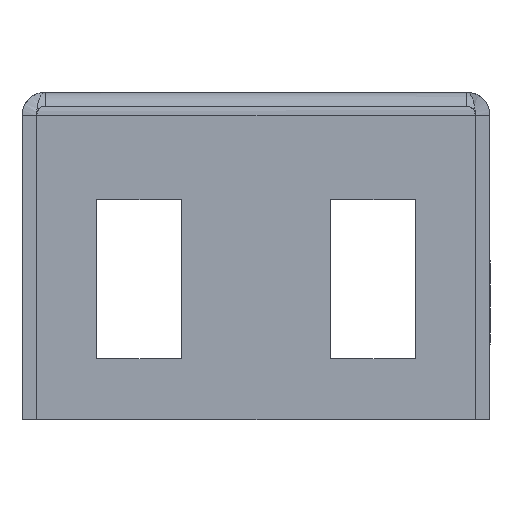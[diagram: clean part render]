
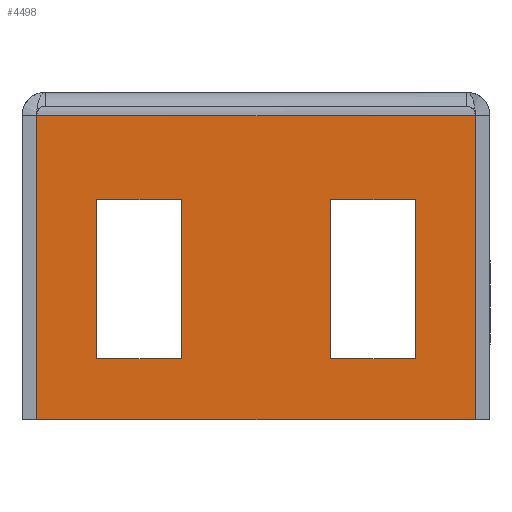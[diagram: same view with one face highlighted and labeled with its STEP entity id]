
A CAD part, left-side view. The second image highlights one B-rep face of the part: STEP entity #4498.
In plain terms, the highlighted planar face has unit normal (-1, 0, 0).
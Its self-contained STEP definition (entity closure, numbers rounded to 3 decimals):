
#1 = CARTESIAN_POINT ( 'NONE',  ( -381., -17., -11.5 ) ) ;
#4 = LINE ( 'NONE', #2120, #5801 ) ;
#25 = DIRECTION ( 'NONE',  ( 0., 0., -1. ) ) ;
#50 = CARTESIAN_POINT ( 'NONE',  ( -381., 8., -11.5 ) ) ;
#83 = ORIENTED_EDGE ( 'NONE', *, *, #264, .F. ) ;
#121 = VECTOR ( 'NONE', #3261, 1000. ) ;
#129 = VECTOR ( 'NONE', #2058, 1000. ) ;
#187 = CARTESIAN_POINT ( 'NONE',  ( -381., 8., -11.5 ) ) ;
#191 = LINE ( 'NONE', #1956, #337 ) ;
#257 = ORIENTED_EDGE ( 'NONE', *, *, #3255, .T. ) ;
#260 = CARTESIAN_POINT ( 'NONE',  ( -381., 17., -11.5 ) ) ;
#264 = EDGE_CURVE ( 'NONE', #1948, #964, #5262, .T. ) ;
#269 = DIRECTION ( 'NONE',  ( 0., -1., 0. ) ) ;
#337 = VECTOR ( 'NONE', #1920, 1000. ) ;
#341 = EDGE_CURVE ( 'NONE', #2384, #2135, #4887, .T. ) ;
#370 = CARTESIAN_POINT ( 'NONE',  ( -381., 17., -28.5 ) ) ;
#415 = DIRECTION ( 'NONE',  ( 0., 1., 0. ) ) ;
#462 = EDGE_CURVE ( 'NONE', #5710, #5063, #2729, .T. ) ;
#473 = CARTESIAN_POINT ( 'NONE',  ( -381., 17., -28.5 ) ) ;
#523 = EDGE_CURVE ( 'NONE', #5063, #2384, #191, .T. ) ;
#717 = ORIENTED_EDGE ( 'NONE', *, *, #1991, .T. ) ;
#727 = DIRECTION ( 'NONE',  ( 0., 0., 1. ) ) ;
#758 = LINE ( 'NONE', #473, #4008 ) ;
#793 = CARTESIAN_POINT ( 'NONE',  ( -381., 23.429, -35. ) ) ;
#838 = VECTOR ( 'NONE', #5376, 1000. ) ;
#862 = ORIENTED_EDGE ( 'NONE', *, *, #1893, .F. ) ;
#866 = CARTESIAN_POINT ( 'NONE',  ( -381., -23.429, -35. ) ) ;
#874 = VERTEX_POINT ( 'NONE', #3586 ) ;
#882 = LINE ( 'NONE', #260, #5161 ) ;
#939 = LINE ( 'NONE', #187, #2469 ) ;
#964 = VERTEX_POINT ( 'NONE', #866 ) ;
#1017 = PLANE ( 'NONE',  #5986 ) ;
#1281 = CARTESIAN_POINT ( 'NONE',  ( -381., 23.429, -35. ) ) ;
#1546 = EDGE_CURVE ( 'NONE', #874, #2635, #5112, .T. ) ;
#1823 = FACE_BOUND ( 'NONE', #5179, .T. ) ;
#1858 = VECTOR ( 'NONE', #5231, 1000. ) ;
#1893 = EDGE_CURVE ( 'NONE', #2439, #4019, #4883, .T. ) ;
#1902 = VECTOR ( 'NONE', #3924, 1000. ) ;
#1920 = DIRECTION ( 'NONE',  ( 0., 0., 1. ) ) ;
#1940 = CARTESIAN_POINT ( 'NONE',  ( -381., -17., -11.5 ) ) ;
#1948 = VERTEX_POINT ( 'NONE', #3170 ) ;
#1956 = CARTESIAN_POINT ( 'NONE',  ( -381., -8., -11.5 ) ) ;
#1991 = EDGE_CURVE ( 'NONE', #5209, #4651, #758, .T. ) ;
#2058 = DIRECTION ( 'NONE',  ( 0., 0., -1. ) ) ;
#2073 = CARTESIAN_POINT ( 'NONE',  ( -381., -8., -28.5 ) ) ;
#2120 = CARTESIAN_POINT ( 'NONE',  ( -381., 3835., -2.5 ) ) ;
#2135 = VERTEX_POINT ( 'NONE', #1940 ) ;
#2221 = ORIENTED_EDGE ( 'NONE', *, *, #341, .T. ) ;
#2384 = VERTEX_POINT ( 'NONE', #4833 ) ;
#2423 = ORIENTED_EDGE ( 'NONE', *, *, #5088, .F. ) ;
#2427 = CARTESIAN_POINT ( 'NONE',  ( -381., 3835., -35. ) ) ;
#2439 = VERTEX_POINT ( 'NONE', #793 ) ;
#2469 = VECTOR ( 'NONE', #3883, 1000. ) ;
#2550 = LINE ( 'NONE', #2427, #1902 ) ;
#2635 = VERTEX_POINT ( 'NONE', #50 ) ;
#2729 = LINE ( 'NONE', #3676, #121 ) ;
#2886 = CARTESIAN_POINT ( 'NONE',  ( -381., 3835., -35. ) ) ;
#2971 = ORIENTED_EDGE ( 'NONE', *, *, #462, .T. ) ;
#3078 = VECTOR ( 'NONE', #3150, 1000. ) ;
#3150 = DIRECTION ( 'NONE',  ( 0., 0., 1. ) ) ;
#3170 = CARTESIAN_POINT ( 'NONE',  ( -381., -23.429, -2.5 ) ) ;
#3255 = EDGE_CURVE ( 'NONE', #4651, #874, #882, .T. ) ;
#3261 = DIRECTION ( 'NONE',  ( 0., 1., 0. ) ) ;
#3387 = CARTESIAN_POINT ( 'NONE',  ( -381., -17., -28.5 ) ) ;
#3586 = CARTESIAN_POINT ( 'NONE',  ( -381., 17., -11.5 ) ) ;
#3676 = CARTESIAN_POINT ( 'NONE',  ( -381., -17., -28.5 ) ) ;
#3819 = ORIENTED_EDGE ( 'NONE', *, *, #4520, .T. ) ;
#3844 = VECTOR ( 'NONE', #25, 1000. ) ;
#3883 = DIRECTION ( 'NONE',  ( 0., 0., -1. ) ) ;
#3924 = DIRECTION ( 'NONE',  ( 0., -1., 0. ) ) ;
#4008 = VECTOR ( 'NONE', #415, 1000. ) ;
#4009 = EDGE_CURVE ( 'NONE', #2135, #5710, #4644, .T. ) ;
#4019 = VERTEX_POINT ( 'NONE', #5080 ) ;
#4198 = FACE_OUTER_BOUND ( 'NONE', #4800, .T. ) ;
#4260 = DIRECTION ( 'NONE',  ( 1., 0., 0. ) ) ;
#4335 = FACE_BOUND ( 'NONE', #5643, .T. ) ;
#4498 = ADVANCED_FACE ( 'NONE', ( #1823, #4335, #4198 ), #1017, .F. ) ;
#4504 = CARTESIAN_POINT ( 'NONE',  ( -381., -17., -11.5 ) ) ;
#4520 = EDGE_CURVE ( 'NONE', #2439, #964, #2550, .T. ) ;
#4644 = LINE ( 'NONE', #1, #3844 ) ;
#4651 = VERTEX_POINT ( 'NONE', #370 ) ;
#4708 = ORIENTED_EDGE ( 'NONE', *, *, #4009, .T. ) ;
#4800 = EDGE_LOOP ( 'NONE', ( #2423, #862, #3819, #83 ) ) ;
#4833 = CARTESIAN_POINT ( 'NONE',  ( -381., -8., -11.5 ) ) ;
#4883 = LINE ( 'NONE', #1281, #3078 ) ;
#4887 = LINE ( 'NONE', #4504, #838 ) ;
#4921 = ORIENTED_EDGE ( 'NONE', *, *, #5031, .T. ) ;
#4996 = CARTESIAN_POINT ( 'NONE',  ( -381., 8., -28.5 ) ) ;
#5031 = EDGE_CURVE ( 'NONE', #2635, #5209, #939, .T. ) ;
#5039 = CARTESIAN_POINT ( 'NONE',  ( -381., 17., -11.5 ) ) ;
#5063 = VERTEX_POINT ( 'NONE', #2073 ) ;
#5080 = CARTESIAN_POINT ( 'NONE',  ( -381., 23.429, -2.5 ) ) ;
#5088 = EDGE_CURVE ( 'NONE', #4019, #1948, #4, .T. ) ;
#5112 = LINE ( 'NONE', #5039, #1858 ) ;
#5161 = VECTOR ( 'NONE', #727, 1000. ) ;
#5179 = EDGE_LOOP ( 'NONE', ( #2221, #4708, #2971, #5723 ) ) ;
#5207 = DIRECTION ( 'NONE',  ( 0., 0., -1. ) ) ;
#5209 = VERTEX_POINT ( 'NONE', #4996 ) ;
#5231 = DIRECTION ( 'NONE',  ( 0., -1., 0. ) ) ;
#5262 = LINE ( 'NONE', #5805, #129 ) ;
#5376 = DIRECTION ( 'NONE',  ( 0., -1., 0. ) ) ;
#5643 = EDGE_LOOP ( 'NONE', ( #257, #5950, #4921, #717 ) ) ;
#5710 = VERTEX_POINT ( 'NONE', #3387 ) ;
#5723 = ORIENTED_EDGE ( 'NONE', *, *, #523, .T. ) ;
#5801 = VECTOR ( 'NONE', #269, 1000. ) ;
#5805 = CARTESIAN_POINT ( 'NONE',  ( -381., -23.429, -35. ) ) ;
#5950 = ORIENTED_EDGE ( 'NONE', *, *, #1546, .T. ) ;
#5986 = AXIS2_PLACEMENT_3D ( 'NONE', #2886, #4260, #5207 ) ;
